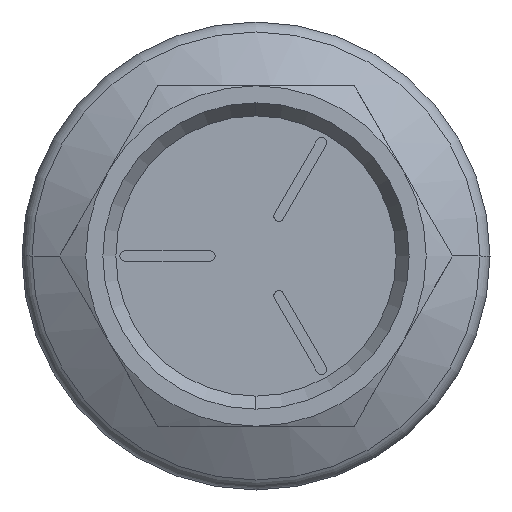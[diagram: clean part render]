
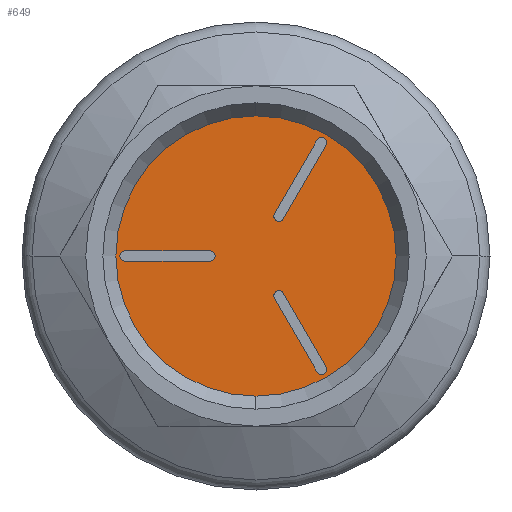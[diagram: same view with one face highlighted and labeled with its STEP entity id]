
A CAD part, left-side view. The second image highlights one B-rep face of the part: STEP entity #649.
In plain terms, the highlighted planar face has unit normal (-1, 0, 0).
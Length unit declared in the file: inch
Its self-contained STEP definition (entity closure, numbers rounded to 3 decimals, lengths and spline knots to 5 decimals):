
#25 = VECTOR ( 'NONE', #3264, 39.37008 ) ;
#43 = CARTESIAN_POINT ( 'NONE',  ( -0.30078, 0.1925, -0.0075 ) ) ;
#59 = DIRECTION ( 'NONE',  ( -1., 0., 0. ) ) ;
#104 = DIRECTION ( 'NONE',  ( 0., 0.5, -0.866 ) ) ;
#123 = CARTESIAN_POINT ( 'NONE',  ( -0.30078, -0.10375, -0.16671 ) ) ;
#127 = VECTOR ( 'NONE', #2026, 39.37008 ) ;
#158 = VERTEX_POINT ( 'NONE', #5624 ) ;
#163 = EDGE_CURVE ( 'NONE', #4932, #4563, #4139, .T. ) ;
#228 = CARTESIAN_POINT ( 'NONE',  ( -0.30078, -0.08975, -0.17046 ) ) ;
#275 = ORIENTED_EDGE ( 'NONE', *, *, #5688, .T. ) ;
#287 = CARTESIAN_POINT ( 'NONE',  ( -0.30078, -0.04025, -0.05471 ) ) ;
#361 = CARTESIAN_POINT ( 'NONE',  ( -0.30078, 0., 0. ) ) ;
#362 = EDGE_CURVE ( 'NONE', #2342, #5319, #5288, .T. ) ;
#415 = CARTESIAN_POINT ( 'NONE',  ( -0.30078, -0.09625, 0.16671 ) ) ;
#421 = ORIENTED_EDGE ( 'NONE', *, *, #4370, .F. ) ;
#462 = FACE_BOUND ( 'NONE', #3522, .T. ) ;
#504 = DIRECTION ( 'NONE',  ( -1., 0., 0. ) ) ;
#594 = LINE ( 'NONE', #1590, #4598 ) ;
#622 = EDGE_CURVE ( 'NONE', #2129, #3730, #665, .T. ) ;
#631 = CIRCLE ( 'NONE', #4878, 0.0075 ) ;
#649 = ADVANCED_FACE ( 'NONE', ( #1984, #3492, #462, #4526 ), #2898, .T. ) ;
#665 = CIRCLE ( 'NONE', #4394, 0.20585 ) ;
#696 = EDGE_CURVE ( 'NONE', #158, #4932, #6190, .T. ) ;
#704 = DIRECTION ( 'NONE',  ( 0., -0.866, -0.5 ) ) ;
#730 = VERTEX_POINT ( 'NONE', #1093 ) ;
#795 = VERTEX_POINT ( 'NONE', #123 ) ;
#862 = DIRECTION ( 'NONE',  ( 0., 0., 1. ) ) ;
#893 = ORIENTED_EDGE ( 'NONE', *, *, #5365, .F. ) ;
#981 = CIRCLE ( 'NONE', #3116, 0.0075 ) ;
#1025 = CARTESIAN_POINT ( 'NONE',  ( -0.30078, -0.03375, 0.05846 ) ) ;
#1093 = CARTESIAN_POINT ( 'NONE',  ( -0.30078, 0.0675, -0.0075 ) ) ;
#1098 = CARTESIAN_POINT ( 'NONE',  ( -0.30078, -0.10275, 0.16296 ) ) ;
#1128 = AXIS2_PLACEMENT_3D ( 'NONE', #3228, #6253, #5251 ) ;
#1225 = CARTESIAN_POINT ( 'NONE',  ( -0.30078, -0.08975, -0.17046 ) ) ;
#1294 = VECTOR ( 'NONE', #1412, 39.37008 ) ;
#1347 = LINE ( 'NONE', #5940, #1294 ) ;
#1401 = ORIENTED_EDGE ( 'NONE', *, *, #4288, .F. ) ;
#1406 = VECTOR ( 'NONE', #104, 39.37008 ) ;
#1412 = DIRECTION ( 'NONE',  ( 0., -1., 0. ) ) ;
#1501 = CARTESIAN_POINT ( 'NONE',  ( -0.30078, 0., -0.20585 ) ) ;
#1590 = CARTESIAN_POINT ( 'NONE',  ( -0.30078, 0.1925, 0.0075 ) ) ;
#1690 = ORIENTED_EDGE ( 'NONE', *, *, #5409, .F. ) ;
#1728 = CARTESIAN_POINT ( 'NONE',  ( -0.30078, -0.09625, -0.16671 ) ) ;
#1737 = DIRECTION ( 'NONE',  ( 0., 0.5, 0.866 ) ) ;
#1759 = CIRCLE ( 'NONE', #2300, 0.0075 ) ;
#1897 = VERTEX_POINT ( 'NONE', #3881 ) ;
#1917 = CARTESIAN_POINT ( 'NONE',  ( -0.30078, 0.1925, 0.0075 ) ) ;
#1922 = AXIS2_PLACEMENT_3D ( 'NONE', #1025, #59, #5649 ) ;
#1929 = CIRCLE ( 'NONE', #4809, 0.0075 ) ;
#1984 = FACE_BOUND ( 'NONE', #4523, .T. ) ;
#1995 = CARTESIAN_POINT ( 'NONE',  ( -0.30078, 0.0675, 0. ) ) ;
#2026 = DIRECTION ( 'NONE',  ( 0., -0.5, 0.866 ) ) ;
#2129 = VERTEX_POINT ( 'NONE', #1501 ) ;
#2254 = AXIS2_PLACEMENT_3D ( 'NONE', #415, #3387, #5972 ) ;
#2263 = CIRCLE ( 'NONE', #6302, 0.20585 ) ;
#2291 = EDGE_CURVE ( 'NONE', #3111, #2342, #1759, .T. ) ;
#2300 = AXIS2_PLACEMENT_3D ( 'NONE', #5597, #2677, #4146 ) ;
#2337 = VERTEX_POINT ( 'NONE', #4178 ) ;
#2342 = VERTEX_POINT ( 'NONE', #6235 ) ;
#2402 = CIRCLE ( 'NONE', #1128, 0.0075 ) ;
#2486 = CARTESIAN_POINT ( 'NONE',  ( -0.30078, -0.10275, 0.16296 ) ) ;
#2534 = VERTEX_POINT ( 'NONE', #1917 ) ;
#2636 = ORIENTED_EDGE ( 'NONE', *, *, #3190, .F. ) ;
#2651 = DIRECTION ( 'NONE',  ( 0., 0., 1. ) ) ;
#2657 = EDGE_CURVE ( 'NONE', #795, #2337, #4223, .T. ) ;
#2677 = DIRECTION ( 'NONE',  ( -1., 0., 0. ) ) ;
#2731 = ORIENTED_EDGE ( 'NONE', *, *, #2657, .F. ) ;
#2804 = DIRECTION ( 'NONE',  ( -1., 0., 0. ) ) ;
#2898 = PLANE ( 'NONE',  #5234 ) ;
#2978 = EDGE_CURVE ( 'NONE', #2534, #5428, #2402, .T. ) ;
#3111 = VERTEX_POINT ( 'NONE', #287 ) ;
#3116 = AXIS2_PLACEMENT_3D ( 'NONE', #3268, #2804, #704 ) ;
#3129 = DIRECTION ( 'NONE',  ( 0., 1., 0. ) ) ;
#3190 = EDGE_CURVE ( 'NONE', #730, #4040, #631, .T. ) ;
#3228 = CARTESIAN_POINT ( 'NONE',  ( -0.30078, 0.1925, 0. ) ) ;
#3264 = DIRECTION ( 'NONE',  ( 0., -0.5, -0.866 ) ) ;
#3268 = CARTESIAN_POINT ( 'NONE',  ( -0.30078, -0.09625, 0.16671 ) ) ;
#3326 = VECTOR ( 'NONE', #1737, 39.37008 ) ;
#3387 = DIRECTION ( 'NONE',  ( -1., 0., 0. ) ) ;
#3466 = ORIENTED_EDGE ( 'NONE', *, *, #622, .T. ) ;
#3492 = FACE_BOUND ( 'NONE', #5689, .T. ) ;
#3505 = ORIENTED_EDGE ( 'NONE', *, *, #6545, .F. ) ;
#3522 = EDGE_LOOP ( 'NONE', ( #5400, #4034, #2636, #1401 ) ) ;
#3523 = CARTESIAN_POINT ( 'NONE',  ( -0.30078, -0.10375, 0.16671 ) ) ;
#3675 = VERTEX_POINT ( 'NONE', #3523 ) ;
#3713 = CARTESIAN_POINT ( 'NONE',  ( -0.30078, 0., 0. ) ) ;
#3730 = VERTEX_POINT ( 'NONE', #4524 ) ;
#3767 = DIRECTION ( 'NONE',  ( 0., 0.866, -0.5 ) ) ;
#3805 = ORIENTED_EDGE ( 'NONE', *, *, #2291, .F. ) ;
#3881 = CARTESIAN_POINT ( 'NONE',  ( -0.30078, -0.08975, 0.17046 ) ) ;
#3908 = CARTESIAN_POINT ( 'NONE',  ( -0.30078, -0.10275, -0.16296 ) ) ;
#3950 = EDGE_CURVE ( 'NONE', #4040, #2534, #594, .T. ) ;
#4034 = ORIENTED_EDGE ( 'NONE', *, *, #3950, .F. ) ;
#4040 = VERTEX_POINT ( 'NONE', #5842 ) ;
#4111 = LINE ( 'NONE', #6233, #1406 ) ;
#4114 = AXIS2_PLACEMENT_3D ( 'NONE', #5582, #4133, #5049 ) ;
#4133 = DIRECTION ( 'NONE',  ( -1., 0., 0. ) ) ;
#4139 = LINE ( 'NONE', #1098, #127 ) ;
#4146 = DIRECTION ( 'NONE',  ( 0., 0.866, -0.5 ) ) ;
#4178 = CARTESIAN_POINT ( 'NONE',  ( -0.30078, -0.10275, -0.16296 ) ) ;
#4188 = CARTESIAN_POINT ( 'NONE',  ( -0.30078, -0.04025, 0.05471 ) ) ;
#4223 = CIRCLE ( 'NONE', #4114, 0.0075 ) ;
#4288 = EDGE_CURVE ( 'NONE', #5428, #730, #1347, .T. ) ;
#4313 = LINE ( 'NONE', #3908, #3326 ) ;
#4370 = EDGE_CURVE ( 'NONE', #3675, #1897, #6401, .T. ) ;
#4394 = AXIS2_PLACEMENT_3D ( 'NONE', #6519, #5915, #862 ) ;
#4426 = EDGE_LOOP ( 'NONE', ( #275, #3466 ) ) ;
#4523 = EDGE_LOOP ( 'NONE', ( #1690, #6332, #6154, #3505, #421 ) ) ;
#4524 = CARTESIAN_POINT ( 'NONE',  ( -0.30078, 0., 0.20585 ) ) ;
#4526 = FACE_OUTER_BOUND ( 'NONE', #4426, .T. ) ;
#4563 = VERTEX_POINT ( 'NONE', #2486 ) ;
#4567 = DIRECTION ( 'NONE',  ( 0., 0., 1. ) ) ;
#4598 = VECTOR ( 'NONE', #3129, 39.37008 ) ;
#4607 = ORIENTED_EDGE ( 'NONE', *, *, #362, .F. ) ;
#4809 = AXIS2_PLACEMENT_3D ( 'NONE', #1728, #5261, #3767 ) ;
#4878 = AXIS2_PLACEMENT_3D ( 'NONE', #1995, #504, #4567 ) ;
#4932 = VERTEX_POINT ( 'NONE', #4188 ) ;
#4952 = DIRECTION ( 'NONE',  ( -1., 0., 0. ) ) ;
#5049 = DIRECTION ( 'NONE',  ( 0., 0.866, -0.5 ) ) ;
#5206 = DIRECTION ( 'NONE',  ( -1., 0., 0. ) ) ;
#5230 = ORIENTED_EDGE ( 'NONE', *, *, #5979, .F. ) ;
#5234 = AXIS2_PLACEMENT_3D ( 'NONE', #361, #4952, #6552 ) ;
#5251 = DIRECTION ( 'NONE',  ( 0., 0., 1. ) ) ;
#5261 = DIRECTION ( 'NONE',  ( -1., 0., 0. ) ) ;
#5288 = LINE ( 'NONE', #1225, #25 ) ;
#5319 = VERTEX_POINT ( 'NONE', #228 ) ;
#5365 = EDGE_CURVE ( 'NONE', #5319, #795, #1929, .T. ) ;
#5400 = ORIENTED_EDGE ( 'NONE', *, *, #2978, .F. ) ;
#5409 = EDGE_CURVE ( 'NONE', #4563, #3675, #981, .T. ) ;
#5428 = VERTEX_POINT ( 'NONE', #43 ) ;
#5582 = CARTESIAN_POINT ( 'NONE',  ( -0.30078, -0.09625, -0.16671 ) ) ;
#5597 = CARTESIAN_POINT ( 'NONE',  ( -0.30078, -0.03375, -0.05846 ) ) ;
#5624 = CARTESIAN_POINT ( 'NONE',  ( -0.30078, -0.02725, 0.06221 ) ) ;
#5649 = DIRECTION ( 'NONE',  ( 0., -0.866, -0.5 ) ) ;
#5688 = EDGE_CURVE ( 'NONE', #3730, #2129, #2263, .T. ) ;
#5689 = EDGE_LOOP ( 'NONE', ( #893, #4607, #3805, #5230, #2731 ) ) ;
#5842 = CARTESIAN_POINT ( 'NONE',  ( -0.30078, 0.0675, 0.0075 ) ) ;
#5915 = DIRECTION ( 'NONE',  ( -1., 0., 0. ) ) ;
#5940 = CARTESIAN_POINT ( 'NONE',  ( -0.30078, 0.1925, -0.0075 ) ) ;
#5972 = DIRECTION ( 'NONE',  ( 0., -0.866, -0.5 ) ) ;
#5979 = EDGE_CURVE ( 'NONE', #2337, #3111, #4313, .T. ) ;
#6154 = ORIENTED_EDGE ( 'NONE', *, *, #696, .F. ) ;
#6190 = CIRCLE ( 'NONE', #1922, 0.0075 ) ;
#6233 = CARTESIAN_POINT ( 'NONE',  ( -0.30078, -0.08975, 0.17046 ) ) ;
#6235 = CARTESIAN_POINT ( 'NONE',  ( -0.30078, -0.02725, -0.06221 ) ) ;
#6253 = DIRECTION ( 'NONE',  ( -1., 0., 0. ) ) ;
#6302 = AXIS2_PLACEMENT_3D ( 'NONE', #3713, #5206, #2651 ) ;
#6332 = ORIENTED_EDGE ( 'NONE', *, *, #163, .F. ) ;
#6401 = CIRCLE ( 'NONE', #2254, 0.0075 ) ;
#6519 = CARTESIAN_POINT ( 'NONE',  ( -0.30078, 0., 0. ) ) ;
#6545 = EDGE_CURVE ( 'NONE', #1897, #158, #4111, .T. ) ;
#6552 = DIRECTION ( 'NONE',  ( 0., 0., 1. ) ) ;
